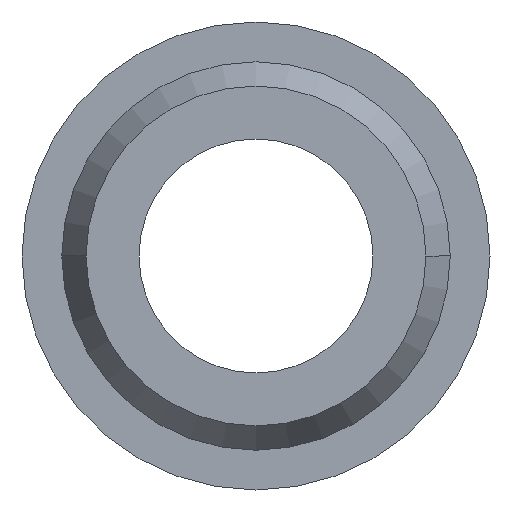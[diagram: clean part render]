
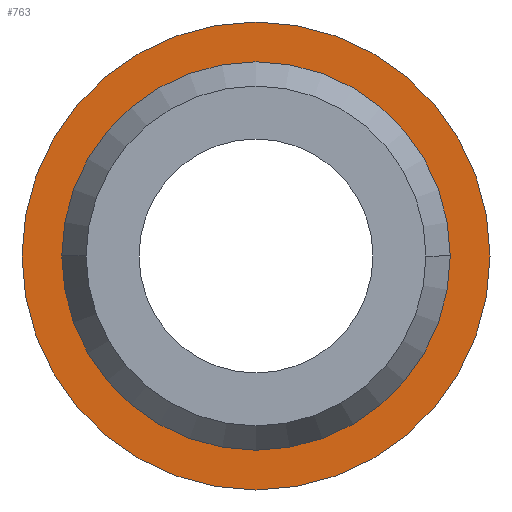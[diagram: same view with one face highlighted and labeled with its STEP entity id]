
A CAD part, front view. The second image highlights one B-rep face of the part: STEP entity #763.
In plain terms, the highlighted planar face has unit normal (0, -1, 0).
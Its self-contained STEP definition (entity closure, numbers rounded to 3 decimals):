
#51=CARTESIAN_POINT('',(10.,7.5,0.0));
#52=VERTEX_POINT('',#51);
#68=CARTESIAN_POINT('',(-10.,7.5,0.));
#69=VERTEX_POINT('',#68);
#76=CARTESIAN_POINT('',(0.0,7.5,0.0));
#77=DIRECTION('',(0.0,-1.0,0.0));
#78=DIRECTION('',(1.0,0.0,0.0));
#79=AXIS2_PLACEMENT_3D('',#76,#77,#78);
#80=CIRCLE('',#79,10.);
#81=EDGE_CURVE('',#52,#69,#80,.T.);
#211=CARTESIAN_POINT('',(8.3,7.5,0.0));
#212=VERTEX_POINT('',#211);
#221=CARTESIAN_POINT('',(-8.3,7.5,0.));
#222=VERTEX_POINT('',#221);
#223=CARTESIAN_POINT('',(0.0,7.5,0.0));
#224=DIRECTION('',(0.0,-1.0,0.0));
#225=DIRECTION('',(1.0,0.0,0.0));
#226=AXIS2_PLACEMENT_3D('',#223,#224,#225);
#227=CIRCLE('',#226,8.3);
#228=EDGE_CURVE('',#212,#222,#227,.T.);
#448=CARTESIAN_POINT('',(0.0,7.5,0.0));
#449=DIRECTION('',(0.0,-1.0,0.0));
#450=DIRECTION('',(1.0,0.0,0.0));
#451=AXIS2_PLACEMENT_3D('',#448,#449,#450);
#452=CIRCLE('',#451,8.3);
#453=EDGE_CURVE('',#222,#212,#452,.T.);
#738=CARTESIAN_POINT('',(0.0,7.5,0.0));
#739=DIRECTION('',(0.0,-1.0,0.0));
#740=DIRECTION('',(1.0,0.0,0.0));
#741=AXIS2_PLACEMENT_3D('',#738,#739,#740);
#742=CIRCLE('',#741,10.);
#743=EDGE_CURVE('',#69,#52,#742,.T.);
#750=CARTESIAN_POINT('',(9.15,7.5,0.0));
#751=DIRECTION('',(0.0,-1.0,0.0));
#752=DIRECTION('',(0.0,0.0,-1.0));
#753=AXIS2_PLACEMENT_3D('',#750,#751,#752);
#754=PLANE('',#753);
#755=ORIENTED_EDGE('',*,*,#81,.T.);
#756=ORIENTED_EDGE('',*,*,#743,.T.);
#757=EDGE_LOOP('',(#755,#756));
#758=FACE_OUTER_BOUND('',#757,.T.);
#759=ORIENTED_EDGE('',*,*,#228,.F.);
#760=ORIENTED_EDGE('',*,*,#453,.F.);
#761=EDGE_LOOP('',(#759,#760));
#762=FACE_BOUND('',#761,.T.);
#763=ADVANCED_FACE('',(#758,#762),#754,.T.);
